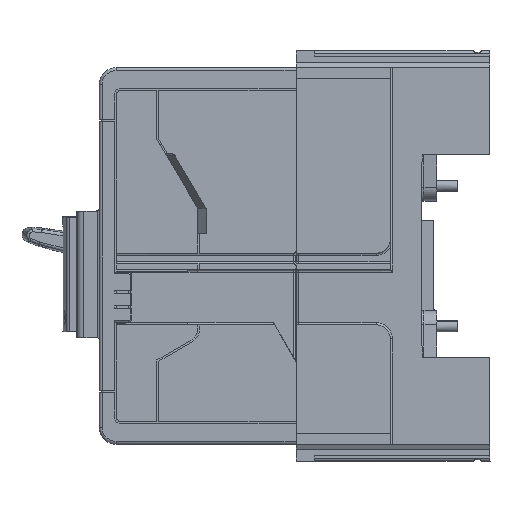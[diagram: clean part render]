
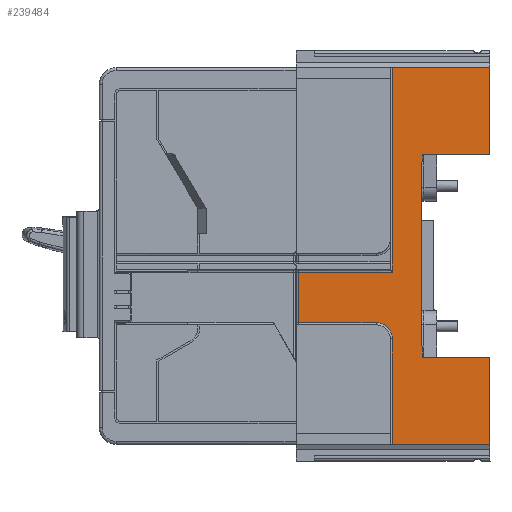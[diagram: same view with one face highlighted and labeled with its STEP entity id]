
A CAD part, left-side view. The second image highlights one B-rep face of the part: STEP entity #239484.
In plain terms, the highlighted planar face has unit normal (-1, 0, 0).
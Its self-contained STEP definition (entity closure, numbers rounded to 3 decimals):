
#36732=DIRECTION('',(0.,1.,0.));
#36733=VECTOR('',#36732,33.5);
#36734=CARTESIAN_POINT('',(-36.3,15.7,
-5.7));
#36735=LINE('',#36734,#36733);
#36740=DIRECTION('',(0.,0.,-1.));
#36741=VECTOR('',#36740,72.787);
#36742=CARTESIAN_POINT('',(-36.3,15.7,
67.087));
#36743=LINE('',#36742,#36741);
#42940=DIRECTION('',(0.,0.,-1.));
#42941=VECTOR('',#42940,18.);
#42942=CARTESIAN_POINT('',(-36.3,49.2,
-5.7));
#42943=LINE('',#42942,#42941);
#42944=DIRECTION('',(0.,-1.,0.));
#42945=VECTOR('',#42944,34.7);
#42946=CARTESIAN_POINT('',(-36.3,15.7,
67.087));
#42947=LINE('',#42946,#42945);
#42948=DIRECTION('',(0.,0.,-1.));
#42949=VECTOR('',#42948,31.087);
#42950=CARTESIAN_POINT('',(-36.3,-19.,
67.087));
#42951=LINE('',#42950,#42949);
#42952=CARTESIAN_POINT('',(-36.3,4.935,
36.));
#42953=CARTESIAN_POINT('',(-36.3,5.011,
35.651));
#42954=CARTESIAN_POINT('',(-36.3,5.122,
34.947));
#42955=CARTESIAN_POINT('',(-36.3,5.241,
33.887));
#42956=CARTESIAN_POINT('',(-36.3,5.329,
32.824));
#42957=CARTESIAN_POINT('',(-36.3,5.417,
31.403));
#42958=CARTESIAN_POINT('',(-36.3,5.483,
29.622));
#42959=CARTESIAN_POINT('',(-36.3,5.5,
28.194));
#42960=CARTESIAN_POINT('',(-36.3,5.5,
27.478));
#42962=CARTESIAN_POINT('',(-36.3,5.5,
-27.478));
#42963=CARTESIAN_POINT('',(-36.3,5.5,
-28.194));
#42964=CARTESIAN_POINT('',(-36.3,5.483,
-29.622));
#42965=CARTESIAN_POINT('',(-36.3,5.417,
-31.403));
#42966=CARTESIAN_POINT('',(-36.3,5.329,
-32.824));
#42967=CARTESIAN_POINT('',(-36.3,5.241,
-33.887));
#42968=CARTESIAN_POINT('',(-36.3,5.122,
-34.947));
#42969=CARTESIAN_POINT('',(-36.3,5.011,
-35.651));
#42970=CARTESIAN_POINT('',(-36.3,4.935,
-36.));
#42972=DIRECTION('',(0.,-1.,0.));
#42973=VECTOR('',#42972,23.935);
#42974=CARTESIAN_POINT('',(-36.3,4.935,
-36.));
#42975=LINE('',#42974,#42973);
#42976=DIRECTION('',(0.,0.,-1.));
#42977=VECTOR('',#42976,31.087);
#42978=CARTESIAN_POINT('',(-36.3,-19.,
-36.));
#42979=LINE('',#42978,#42977);
#42980=CARTESIAN_POINT('',(-36.3,21.5,
-29.5));
#42981=DIRECTION('',(-1.,0.,0.));
#42982=DIRECTION('',(0.,-1.,0.));
#42983=AXIS2_PLACEMENT_3D('',#42980,#42981,#42982);
#48056=CARTESIAN_POINT('',(-36.3,4.935,
36.));
#48058=DIRECTION('',(0.,-1.,0.));
#48059=VECTOR('',#48058,23.935);
#48060=CARTESIAN_POINT('',(-36.3,4.935,
36.));
#48061=LINE('',#48060,#48059);
#56255=DIRECTION('',(0.,0.,1.));
#56256=VECTOR('',#56255,54.957);
#56257=CARTESIAN_POINT('',(-36.3,5.5,
-27.478));
#56258=LINE('',#56257,#56256);
#71709=DIRECTION('',(0.,-1.,0.));
#71710=VECTOR('',#71709,34.7);
#71711=CARTESIAN_POINT('',(-36.3,15.7,
-67.087));
#71712=LINE('',#71711,#71710);
#71717=DIRECTION('',(0.,0.,-1.));
#71718=VECTOR('',#71717,37.587);
#71719=CARTESIAN_POINT('',(-36.3,15.7,
-29.5));
#71720=LINE('',#71719,#71718);
#71744=DIRECTION('',(0.,-1.,0.));
#71745=VECTOR('',#71744,27.7);
#71746=CARTESIAN_POINT('',(-36.3,49.2,
-23.7));
#71747=LINE('',#71746,#71745);
#141832=VERTEX_POINT('',#48056);
#141833=CARTESIAN_POINT('',(-36.3,-19.,
36.));
#141834=VERTEX_POINT('',#141833);
#150924=CARTESIAN_POINT('',(-36.3,-19.,
-36.));
#150925=VERTEX_POINT('',#150924);
#150926=CARTESIAN_POINT('',(-36.3,4.935,
-36.));
#150927=VERTEX_POINT('',#150926);
#151086=CARTESIAN_POINT('',(-36.3,5.5,
-27.478));
#151088=VERTEX_POINT('',#151086);
#151133=CARTESIAN_POINT('',(-36.3,5.5,
27.478));
#151134=VERTEX_POINT('',#151133);
#160326=CARTESIAN_POINT('',(-36.3,-19.,
-67.087));
#160327=VERTEX_POINT('',#160326);
#160454=CARTESIAN_POINT('',(-36.3,-19.,
67.087));
#160455=VERTEX_POINT('',#160454);
#162680=CARTESIAN_POINT('',(-36.3,15.7,
67.087));
#162681=CARTESIAN_POINT('',(-36.3,15.7,
-5.7));
#162682=VERTEX_POINT('',#162680);
#162683=VERTEX_POINT('',#162681);
#162684=CARTESIAN_POINT('',(-36.3,15.7,
-67.087));
#162685=VERTEX_POINT('',#162684);
#162686=CARTESIAN_POINT('',(-36.3,15.7,
-29.5));
#162687=VERTEX_POINT('',#162686);
#162688=CARTESIAN_POINT('',(-36.3,21.5,
-23.7));
#162689=VERTEX_POINT('',#162688);
#162690=CARTESIAN_POINT('',(-36.3,49.2,
-23.7));
#162691=VERTEX_POINT('',#162690);
#162692=CARTESIAN_POINT('',(-36.3,49.2,
-5.7));
#162693=VERTEX_POINT('',#162692);
#239450=CARTESIAN_POINT('',(-36.3,50.,
-4.9));
#239451=DIRECTION('',(1.,0.,0.));
#239452=DIRECTION('',(0.,0.,-1.));
#239453=AXIS2_PLACEMENT_3D('',#239450,#239451,#239452);
#239454=PLANE('',#239453);
#239455=ORIENTED_EDGE('',*,*,#228950,.F.);
#239457=ORIENTED_EDGE('',*,*,#239456,.T.);
#239459=ORIENTED_EDGE('',*,*,#239458,.T.);
#239461=ORIENTED_EDGE('',*,*,#239460,.F.);
#239463=ORIENTED_EDGE('',*,*,#239462,.T.);
#239465=ORIENTED_EDGE('',*,*,#239464,.F.);
#239467=ORIENTED_EDGE('',*,*,#239466,.T.);
#239469=ORIENTED_EDGE('',*,*,#239468,.T.);
#239471=ORIENTED_EDGE('',*,*,#239470,.T.);
#239473=ORIENTED_EDGE('',*,*,#239472,.F.);
#239475=ORIENTED_EDGE('',*,*,#239474,.F.);
#239477=ORIENTED_EDGE('',*,*,#239476,.T.);
#239479=ORIENTED_EDGE('',*,*,#239478,.F.);
#239480=ORIENTED_EDGE('',*,*,#239444,.F.);
#239481=ORIENTED_EDGE('',*,*,#228933,.F.);
#239482=EDGE_LOOP('',(#239455,#239457,#239459,#239461,#239463,#239465,#239467,
#239469,#239471,#239473,#239475,#239477,#239479,#239480,#239481));
#239483=FACE_OUTER_BOUND('',#239482,.F.);
#42961=B_SPLINE_CURVE_WITH_KNOTS('',3,(#42952,#42953,#42954,#42955,#42956,
#42957,#42958,#42959,#42960),.UNSPECIFIED.,.F.,.F.,(4,1,1,1,1,1,4),(0.,
0.125,0.25,0.375,0.5,0.75,1.),.UNSPECIFIED.);
#42971=B_SPLINE_CURVE_WITH_KNOTS('',3,(#42962,#42963,#42964,#42965,#42966,
#42967,#42968,#42969,#42970),.UNSPECIFIED.,.F.,.F.,(4,1,1,1,1,1,4),(0.,0.25,
0.5,0.625,0.75,0.875,1.),.UNSPECIFIED.);
#42984=CIRCLE('',#42983,5.8);
#228933=EDGE_CURVE('',#162683,#162693,#36735,.T.);
#228950=EDGE_CURVE('',#162682,#162683,#36743,.T.);
#239444=EDGE_CURVE('',#162693,#162691,#42943,.T.);
#239456=EDGE_CURVE('',#162682,#160455,#42947,.T.);
#239458=EDGE_CURVE('',#160455,#141834,#42951,.T.);
#239460=EDGE_CURVE('',#141832,#141834,#48061,.T.);
#239462=EDGE_CURVE('',#141832,#151134,#42961,.T.);
#239464=EDGE_CURVE('',#151088,#151134,#56258,.T.);
#239466=EDGE_CURVE('',#151088,#150927,#42971,.T.);
#239468=EDGE_CURVE('',#150927,#150925,#42975,.T.);
#239470=EDGE_CURVE('',#150925,#160327,#42979,.T.);
#239472=EDGE_CURVE('',#162685,#160327,#71712,.T.);
#239474=EDGE_CURVE('',#162687,#162685,#71720,.T.);
#239476=EDGE_CURVE('',#162687,#162689,#42984,.T.);
#239478=EDGE_CURVE('',#162691,#162689,#71747,.T.);
#239484=ADVANCED_FACE('',(#239483),#239454,.F.);
